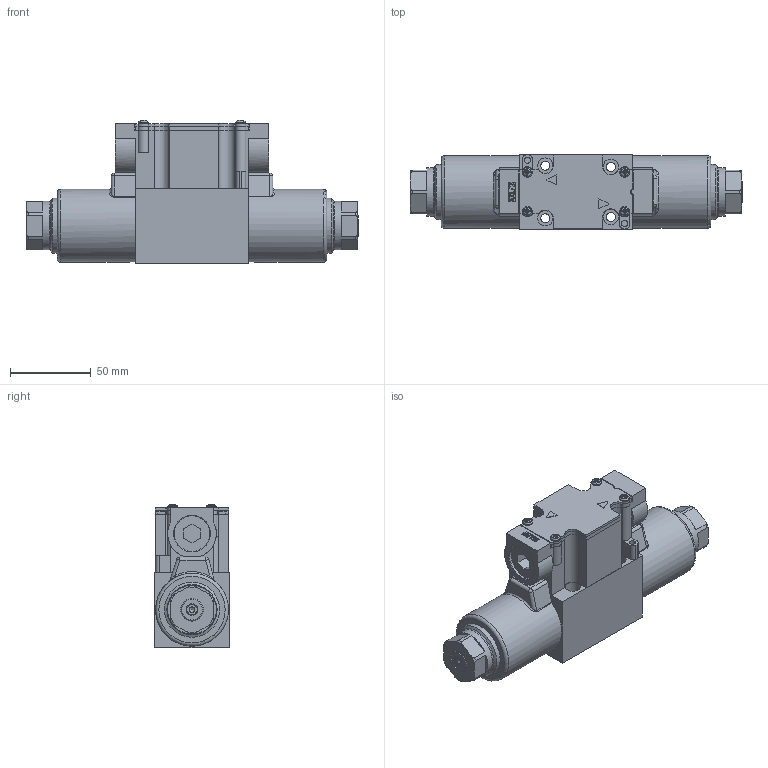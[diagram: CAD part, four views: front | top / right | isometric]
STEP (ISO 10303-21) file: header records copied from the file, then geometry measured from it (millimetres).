
FILE_DESCRIPTION((''),'2;1');
FILE_NAME('DSG-01-3Cx-D24-70.stp','2013-08-23T11:02:44',('cad'),(''),'Autodesk Inventor 2010','Autodesk Inventor 2010','');
FILE_SCHEMA(('AUTOMOTIVE_DESIGN { 1 0 10303 214 1 1 1 1 }'));
Length unit declared in the file: millimetre
Products named in the file (38): DSG-01-3Cx-D24-70; ソレノイドAss'y; プッシュピン; L-SD1-24-70ソレノイド; 鉄心Ass'y; ストッパ; パイプ磁性; パイプ非磁性1; パイプ非磁性2; プランジャ; 固定鉄心; エンドナット; ボデターミナル; 1790S-VK111989-0ボデー; 01ターミナルAss'y; 1790S-VK212422-0-0(ケース); 1790S-VK212423-8-0(フタ); 1790S-VK421290-8-0(パッキン); AS 1427 H - Metric M3.5 x 16; Oリング(S6); 1751S-V※407071-0-3(プラグ); 01レセプタクルAss'y; 1790S-VK212421-2-0(ケース); 1790S-VK422736-9-0(基板); 1790S-VK315888-8-1(電源端子); 1790S-VK315890-4-1(ソレノイド端子); 1790S-VK317856-3-1(アース端子); 1790S-VK422737-7-0(ラベル); DIN 562 M3; 1751S-VK316229-4-0(レンズ); TK110051-0(角ワッシャ付ビス(M3×8); 角ワッシャー(M3); AS 1427 Z - Metric M3 x 8; 1790S-VK418329-9-0(盲ブタ); 1790S-VK315894-6-0(コモンプレート); 1790S-銘板; oringa012
Assembly tree (51 placements, depth 3):
  DSG-01-3Cx-D24-70
    ボデターミナル
      1790S-VK111989-0ボデー
      1790S-銘板
      AS 1427 Z - Metric M3 x 8  x4
    oringa012  x4
  ソレノイドAss'y
    プッシュピン
    L-SD1-24-70ソレノイド
    エンドナット
  鉄心Ass'y
    ストッパ
    パイプ磁性
    パイプ非磁性1
    パイプ非磁性2
    プランジャ
    固定鉄心
  01ターミナルAss'y
    1790S-VK212422-0-0(ケース)
    1790S-VK212423-8-0(フタ)
    1790S-VK421290-8-0(パッキン)
    AS 1427 H - Metric M3.5 x 16  x2
    Oリング(S6)  x2
    1751S-V※407071-0-3(プラグ)  x2
    1790S-VK418329-9-0(盲ブタ)  x4
    1790S-VK315894-6-0(コモンプレート)
  01レセプタクルAss'y
    1790S-VK212421-2-0(ケース)
    1790S-VK422736-9-0(基板)
    1790S-VK315888-8-1(電源端子)  x2
    1790S-VK315890-4-1(ソレノイド端子)  x2
    1790S-VK317856-3-1(アース端子)
    1790S-VK422737-7-0(ラベル)
    DIN 562 M3  x3
    1751S-VK316229-4-0(レンズ)
    TK110051-0(角ワッシャ付ビス(M3×8)  x3
      角ワッシャー(M3)
      AS 1427 Z - Metric M3 x 8
Bounding box: 205 x 46 x 88.6 mm (x, y, z)
Volume: 411357.3 mm3; surface area: 150366.9 mm2
Topology: 78 solids, 78 shells, 2568 faces, 6800 edges, 4440 vertices
Faces by surface type: plane 1650, cylinder 450, cone 244, bspline 128, torus 76, sphere 16, revolution 4
Full cylindrical faces by diameter (mm): 1.3 x4, 1.5 x4, 2 x1, 2.693 x10, 2.9 x4, 3 x14, 3.05 x6, 3.132 x2, 3.2 x14, 3.5 x2, 3.7 x4, 3.8 x6, 4.1 x4, 4.2 x4, 5.5 x4, 5.9 x2, 6.3 x2, 7 x4, 10.9 x2, 11.5 x2, 13.5 x2, 14 x4, 15 x2, 18 x2, 18.4 x4, 19.793 x4, 20 x12, 22 x4, 24 x2, 30 x4
Entity records: 44797 total; most frequent: CARTESIAN_POINT 9918, ORIENTED_EDGE 6928, DIRECTION 6891, EDGE_CURVE 3464, VECTOR 2402, LINE 2402, VERTEX_POINT 2364, AXIS2_PLACEMENT_3D 2244
